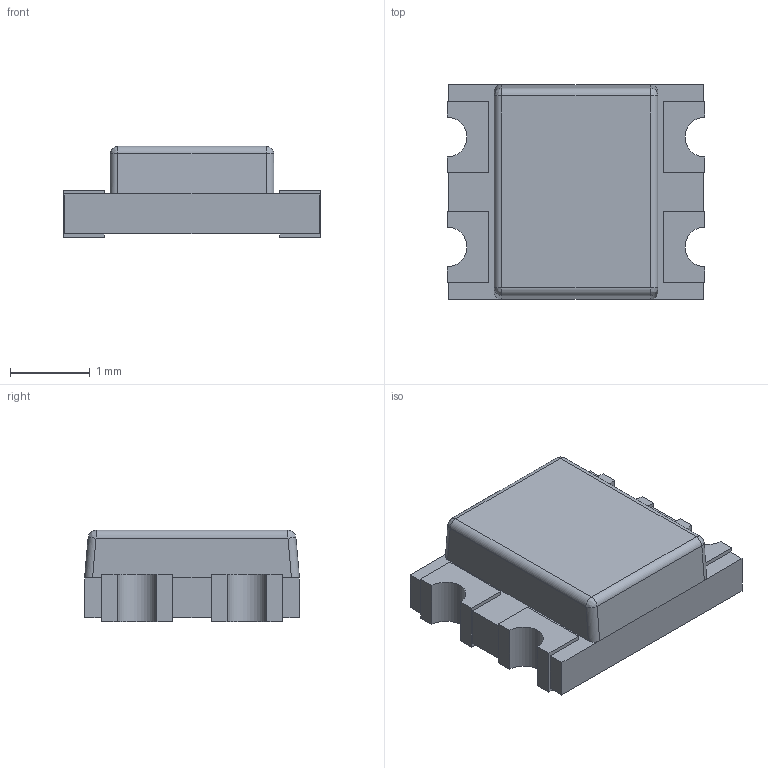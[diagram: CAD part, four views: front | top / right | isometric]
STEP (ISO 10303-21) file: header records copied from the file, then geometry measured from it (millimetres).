
FILE_DESCRIPTION(('FreeCAD Model'),'2;1');
FILE_NAME('User Library-led_1210.step', '2018-09-14T00:48:32',('kicad StepUp'),('ksu MCAD'), 'Open CASCADE STEP processor 7.2','FreeCAD','Unknown');
FILE_SCHEMA(('AUTOMOTIVE_DESIGN { 1 0 10303 214 1 1 1 1 }'));
Length unit declared in the file: millimetre
Products named in the file (1): User_Library-led_1210
Bounding box: 3.24 x 2.7 x 1.15 mm (x, y, z)
Volume: 7.6 mm3; surface area: 29.4 mm2
Topology: 1 solids, 1 shells, 64 faces, 170 edges, 108 vertices
Faces by surface type: plane 48, cylinder 12, bspline 4
Entity records: 2453 total; most frequent: CARTESIAN_POINT 415, ORIENTED_EDGE 340, DIRECTION 308, EDGE_CURVE 170, LINE 146, VECTOR 146, VERTEX_POINT 108, AXIS2_PLACEMENT_3D 81
